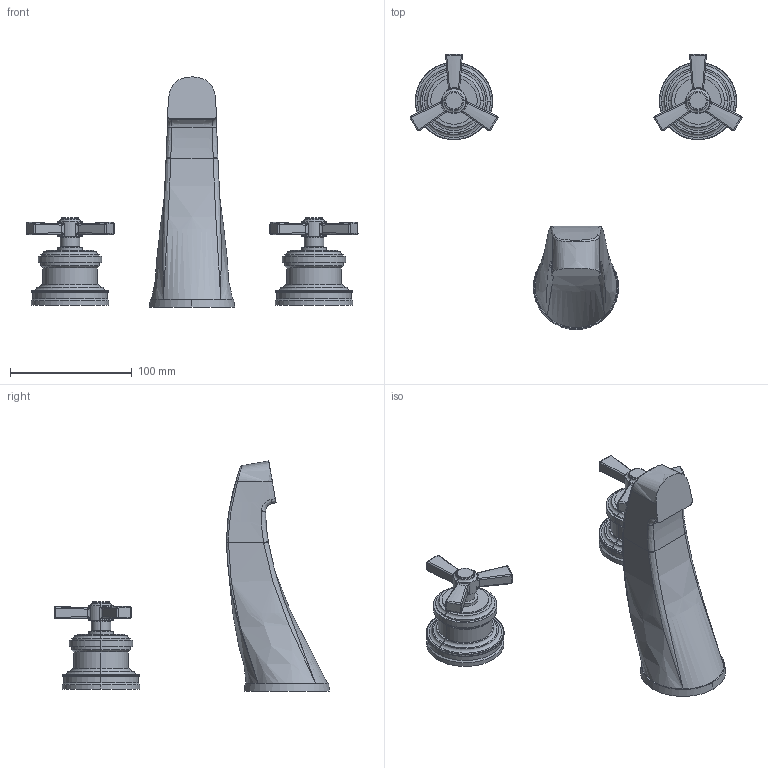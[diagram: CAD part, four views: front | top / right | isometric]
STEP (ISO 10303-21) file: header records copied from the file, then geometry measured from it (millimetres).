
FILE_DESCRIPTION((''),'2;1');
FILE_NAME('3-1605_SW0001','2020-12-01T12:05:25',('rsmith'),(''),'CREO PARAMETRIC BY PTC INC, 2018400','CREO PARAMETRIC BY PTC INC, 2018400','');
FILE_SCHEMA(('AUTOMOTIVE_DESIGN { 1 0 10303 214 1 1 1 1 }'));
Products named in the file (1): 3-1605_SW0001
Bounding box: 272.14 x 225.43 x 188.68 mm (x, y, z)
Volume: 594611.3 mm3; surface area: 75922.1 mm2
Topology: 3 solids, 3 shells, 1419 faces, 3948 edges, 2564 vertices
Faces by surface type: plane 772, cylinder 432, bspline 157, torus 24, sphere 24, cone 10
Entity records: 74813 total; most frequent: CARTESIAN_POINT 15507, ORIENTED_EDGE 7896, DIRECTION 7130, PRESENTATION_STYLE_ASSIGNMENT 5335, STYLED_ITEM 3951, CURVE_STYLE 3948, EDGE_CURVE 3948, VECTOR 2638
